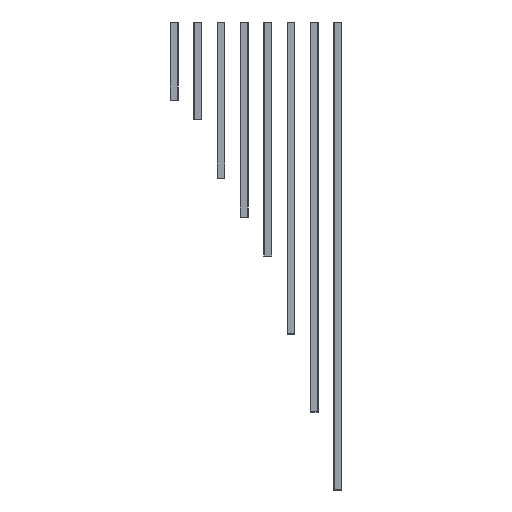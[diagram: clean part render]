
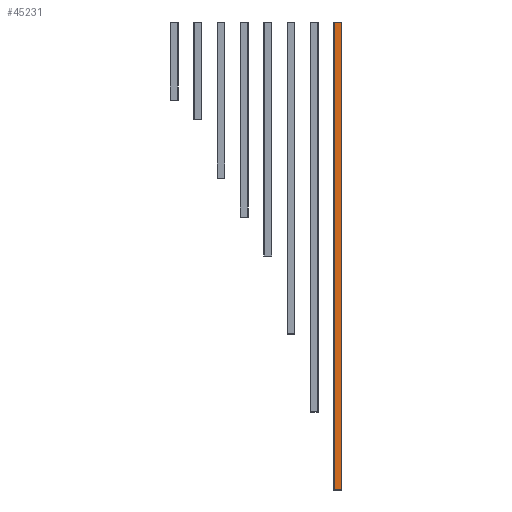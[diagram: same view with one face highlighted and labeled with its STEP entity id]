
A CAD part, front view. The second image highlights one B-rep face of the part: STEP entity #45231.
In plain terms, the highlighted face is planar.
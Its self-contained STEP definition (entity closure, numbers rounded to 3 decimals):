
#1296 = CARTESIAN_POINT ( 'NONE',  ( 0., 5.612, -3000. ) ) ;
#6482 = CARTESIAN_POINT ( 'NONE',  ( -22.303, 5.612, -3000. ) ) ;
#8937 = EDGE_CURVE ( 'NONE', #13823, #46517, #42662, .T. ) ;
#8962 = DIRECTION ( 'NONE',  ( -1., 0., 0. ) ) ;
#8967 = DIRECTION ( 'NONE',  ( -1., 0., 0. ) ) ;
#13601 = ORIENTED_EDGE ( 'NONE', *, *, #39002, .F. ) ;
#13823 = VERTEX_POINT ( 'NONE', #50470 ) ;
#15400 = ORIENTED_EDGE ( 'NONE', *, *, #15552, .F. ) ;
#15552 = EDGE_CURVE ( 'NONE', #48251, #18220, #17432, .T. ) ;
#15887 = DIRECTION ( 'NONE',  ( 0., 0., 1. ) ) ;
#16067 = CARTESIAN_POINT ( 'NONE',  ( -22.303, 5.612, 0. ) ) ;
#17432 = LINE ( 'NONE', #35905, #45086 ) ;
#18220 = VERTEX_POINT ( 'NONE', #16067 ) ;
#25953 = EDGE_CURVE ( 'NONE', #46517, #18220, #53053, .T. ) ;
#26108 = CARTESIAN_POINT ( 'NONE',  ( 0., 5.612, -3000. ) ) ;
#26940 = CARTESIAN_POINT ( 'NONE',  ( 22.297, 5.612, -3000. ) ) ;
#27449 = DIRECTION ( 'NONE',  ( -1., 0., 0. ) ) ;
#29129 = FACE_OUTER_BOUND ( 'NONE', #55306, .T. ) ;
#30901 = DIRECTION ( 'NONE',  ( 0., 1., 0. ) ) ;
#35905 = CARTESIAN_POINT ( 'NONE',  ( 0., 5.612, 0. ) ) ;
#39002 = EDGE_CURVE ( 'NONE', #13823, #48251, #48252, .T. ) ;
#42662 = LINE ( 'NONE', #1296, #43328 ) ;
#43328 = VECTOR ( 'NONE', #27449, 1000. ) ;
#44138 = ORIENTED_EDGE ( 'NONE', *, *, #25953, .T. ) ;
#44694 = DIRECTION ( 'NONE',  ( 0., 0., 1. ) ) ;
#45086 = VECTOR ( 'NONE', #8967, 1000. ) ;
#45138 = ORIENTED_EDGE ( 'NONE', *, *, #8937, .T. ) ;
#45231 = ADVANCED_FACE ( 'NONE', ( #29129 ), #48118, .T. ) ;
#46517 = VERTEX_POINT ( 'NONE', #52885 ) ;
#46872 = VECTOR ( 'NONE', #15887, 1000. ) ;
#47527 = CARTESIAN_POINT ( 'NONE',  ( 22.297, 5.612, 0. ) ) ;
#48118 = PLANE ( 'NONE',  #56310 ) ;
#48251 = VERTEX_POINT ( 'NONE', #47527 ) ;
#48252 = LINE ( 'NONE', #26940, #55159 ) ;
#50470 = CARTESIAN_POINT ( 'NONE',  ( 22.297, 5.612, -3000. ) ) ;
#52885 = CARTESIAN_POINT ( 'NONE',  ( -22.303, 5.612, -3000. ) ) ;
#53053 = LINE ( 'NONE', #6482, #46872 ) ;
#55159 = VECTOR ( 'NONE', #44694, 1000. ) ;
#55306 = EDGE_LOOP ( 'NONE', ( #15400, #13601, #45138, #44138 ) ) ;
#56310 = AXIS2_PLACEMENT_3D ( 'NONE', #26108, #30901, #8962 ) ;
